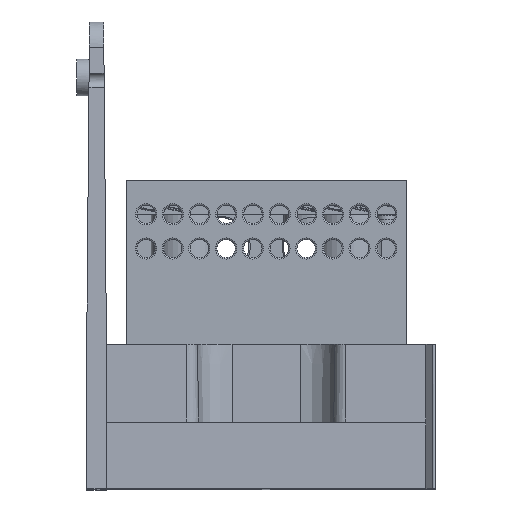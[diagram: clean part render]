
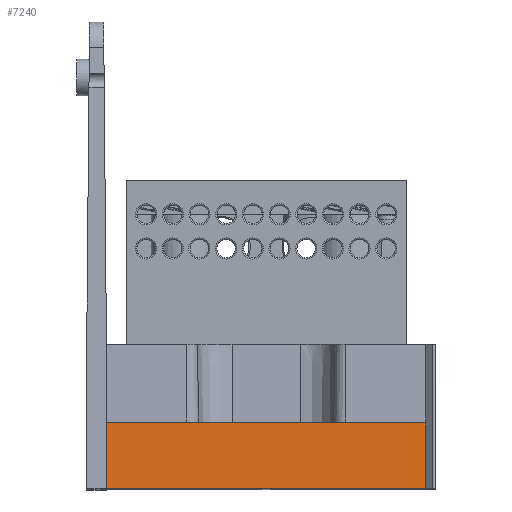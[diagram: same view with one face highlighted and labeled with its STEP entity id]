
A CAD part, top view. The second image highlights one B-rep face of the part: STEP entity #7240.
In plain terms, the highlighted planar face has unit normal (0, 0.035, 0.999).
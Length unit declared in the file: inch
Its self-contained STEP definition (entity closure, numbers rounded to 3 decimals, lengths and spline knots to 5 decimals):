
#918 = VERTEX_POINT ( 'NONE', #8519 ) ;
#2542 = CARTESIAN_POINT ( 'NONE',  ( 1.215, 0., 2.75 ) ) ;
#2569 = ORIENTED_EDGE ( 'NONE', *, *, #11636, .T. ) ;
#3583 = LINE ( 'NONE', #2542, #3639 ) ;
#3639 = VECTOR ( 'NONE', #27480, 39.37008 ) ;
#7240 = ADVANCED_FACE ( 'NONE', ( #18379 ), #7777, .T. ) ;
#7409 = DIRECTION ( 'NONE',  ( 0., -0.999, 0.035 ) ) ;
#7434 = DIRECTION ( 'NONE',  ( 0., 0.035, 0.999 ) ) ;
#7437 = CARTESIAN_POINT ( 'NONE',  ( -1.215, 0., 2.75 ) ) ;
#7777 = PLANE ( 'NONE',  #17027 ) ;
#7921 = VERTEX_POINT ( 'NONE', #14584 ) ;
#8519 = CARTESIAN_POINT ( 'NONE',  ( -1.215, 0., 2.75 ) ) ;
#10127 = ORIENTED_EDGE ( 'NONE', *, *, #22442, .F. ) ;
#10196 = CARTESIAN_POINT ( 'NONE',  ( 1.215, 0.5, 2.73254 ) ) ;
#10210 = LINE ( 'NONE', #21694, #21064 ) ;
#10499 = EDGE_LOOP ( 'NONE', ( #19960, #10127, #2569, #18032 ) ) ;
#11636 = EDGE_CURVE ( 'NONE', #7921, #918, #24022, .T. ) ;
#14584 = CARTESIAN_POINT ( 'NONE',  ( -1.215, 0.5, 2.73254 ) ) ;
#14781 = CARTESIAN_POINT ( 'NONE',  ( 1.215, 0., 2.75 ) ) ;
#15138 = EDGE_CURVE ( 'NONE', #26283, #17812, #3583, .T. ) ;
#16185 = LINE ( 'NONE', #22512, #21233 ) ;
#17027 = AXIS2_PLACEMENT_3D ( 'NONE', #7437, #7434, #7409 ) ;
#17429 = EDGE_CURVE ( 'NONE', #918, #17812, #10210, .T. ) ;
#17812 = VERTEX_POINT ( 'NONE', #14781 ) ;
#18032 = ORIENTED_EDGE ( 'NONE', *, *, #17429, .T. ) ;
#18379 = FACE_OUTER_BOUND ( 'NONE', #10499, .T. ) ;
#19960 = ORIENTED_EDGE ( 'NONE', *, *, #15138, .F. ) ;
#20499 = DIRECTION ( 'NONE',  ( 0., -0.999, 0.035 ) ) ;
#21064 = VECTOR ( 'NONE', #21622, 39.37008 ) ;
#21233 = VECTOR ( 'NONE', #22489, 39.37008 ) ;
#21622 = DIRECTION ( 'NONE',  ( 1., 0., 0. ) ) ;
#21694 = CARTESIAN_POINT ( 'NONE',  ( -1.215, 0., 2.75 ) ) ;
#22442 = EDGE_CURVE ( 'NONE', #7921, #26283, #16185, .T. ) ;
#22489 = DIRECTION ( 'NONE',  ( 1., 0., 0. ) ) ;
#22512 = CARTESIAN_POINT ( 'NONE',  ( -1.215, 0.5, 2.73254 ) ) ;
#24022 = LINE ( 'NONE', #24078, #25499 ) ;
#24078 = CARTESIAN_POINT ( 'NONE',  ( -1.215, 0., 2.75 ) ) ;
#25499 = VECTOR ( 'NONE', #20499, 39.37008 ) ;
#26283 = VERTEX_POINT ( 'NONE', #10196 ) ;
#27480 = DIRECTION ( 'NONE',  ( 0., -0.999, 0.035 ) ) ;
